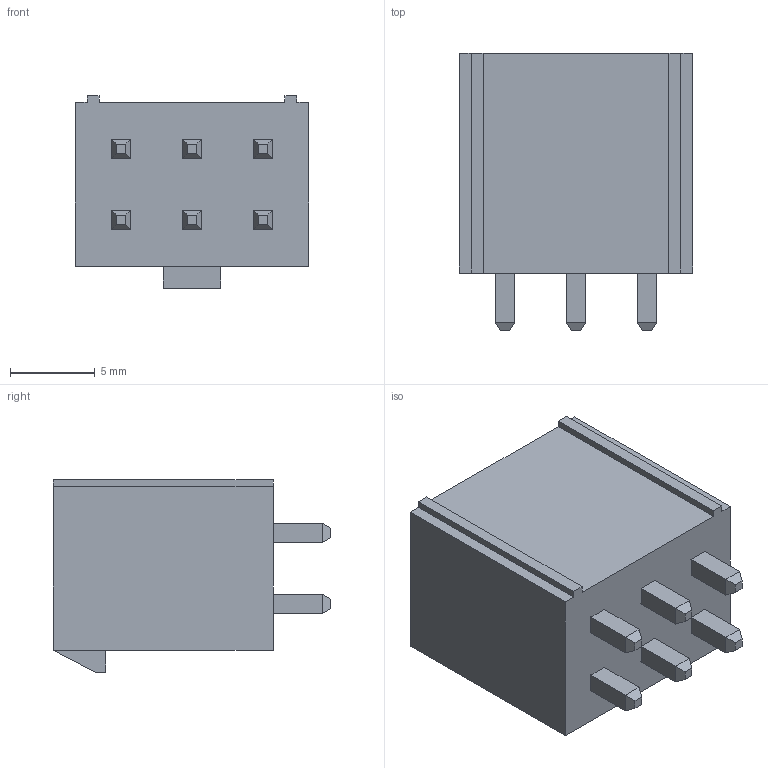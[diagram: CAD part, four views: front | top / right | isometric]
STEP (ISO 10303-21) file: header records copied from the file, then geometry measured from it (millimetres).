
FILE_DESCRIPTION (( 'STEP AP214' ), '1' );
FILE_NAME ('ATX 6 pin PCB connector.STEP', '2025-09-21T09:57:45', ( '' ), ( '' ), 'SwSTEP 2.0', 'SolidWorks 2022', '' );
FILE_SCHEMA (( 'AUTOMOTIVE_DESIGN' ));
Length unit declared in the file: millimetre
Products named in the file (1): ATX 6 pin PCB connector
Bounding box: 13.8 x 16.4 x 11.4 mm (x, y, z)
Volume: 1028.7 mm3; surface area: 2168.9 mm2
Topology: 7 solids, 7 shells, 163 faces, 379 edges, 236 vertices
Faces by surface type: plane 163
Entity records: 5454 total; most frequent: CARTESIAN_POINT 779, ORIENTED_EDGE 758, DIRECTION 707, VECTOR 379, EDGE_CURVE 379, LINE 379, VERTEX_POINT 236, EDGE_LOOP 181
